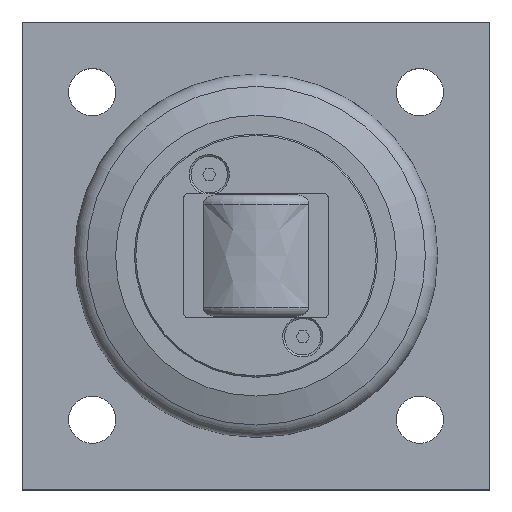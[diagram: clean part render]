
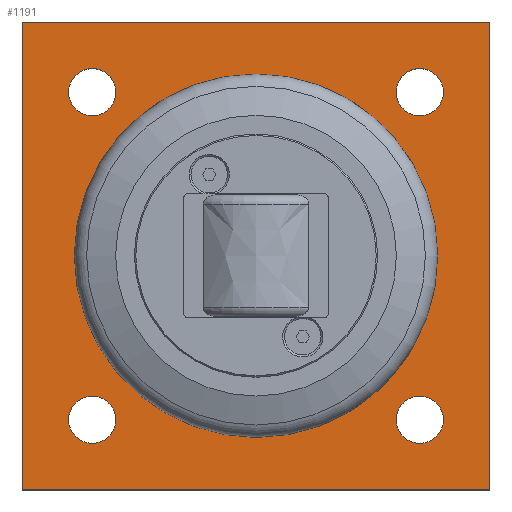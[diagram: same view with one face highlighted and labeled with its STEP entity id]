
A CAD part, top view. The second image highlights one B-rep face of the part: STEP entity #1191.
In plain terms, the highlighted planar face has unit normal (0, 0, 1).
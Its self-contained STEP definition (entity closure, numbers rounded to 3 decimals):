
#57=FACE_BOUND('',#254,.T.);
#58=FACE_BOUND('',#255,.T.);
#59=FACE_BOUND('',#256,.T.);
#60=FACE_BOUND('',#257,.T.);
#61=FACE_BOUND('',#258,.T.);
#108=CIRCLE('',#1314,26.5);
#109=CIRCLE('',#1315,5.053);
#110=CIRCLE('',#1316,5.053);
#111=CIRCLE('',#1317,5.053);
#112=CIRCLE('',#1318,5.053);
#113=CIRCLE('',#1319,5.053);
#114=CIRCLE('',#1320,5.053);
#115=CIRCLE('',#1321,5.053);
#116=CIRCLE('',#1322,5.053);
#184=FACE_OUTER_BOUND('',#253,.T.);
#253=EDGE_LOOP('',(#996,#997,#998,#999));
#254=EDGE_LOOP('',(#1000));
#255=EDGE_LOOP('',(#1001,#1002));
#256=EDGE_LOOP('',(#1003,#1004));
#257=EDGE_LOOP('',(#1005,#1006));
#258=EDGE_LOOP('',(#1007,#1008));
#360=LINE('',#2043,#453);
#361=LINE('',#2045,#454);
#362=LINE('',#2047,#455);
#363=LINE('',#2048,#456);
#453=VECTOR('',#1603,10.);
#454=VECTOR('',#1604,10.);
#455=VECTOR('',#1605,10.);
#456=VECTOR('',#1606,10.);
#555=VERTEX_POINT('',#2041);
#556=VERTEX_POINT('',#2042);
#557=VERTEX_POINT('',#2044);
#558=VERTEX_POINT('',#2046);
#559=VERTEX_POINT('',#2049);
#560=VERTEX_POINT('',#2051);
#561=VERTEX_POINT('',#2052);
#562=VERTEX_POINT('',#2055);
#563=VERTEX_POINT('',#2056);
#564=VERTEX_POINT('',#2059);
#565=VERTEX_POINT('',#2060);
#566=VERTEX_POINT('',#2063);
#567=VERTEX_POINT('',#2064);
#712=EDGE_CURVE('',#555,#556,#360,.T.);
#713=EDGE_CURVE('',#557,#555,#361,.T.);
#714=EDGE_CURVE('',#558,#557,#362,.T.);
#715=EDGE_CURVE('',#556,#558,#363,.T.);
#716=EDGE_CURVE('',#559,#559,#108,.T.);
#717=EDGE_CURVE('',#560,#561,#109,.T.);
#718=EDGE_CURVE('',#561,#560,#110,.T.);
#719=EDGE_CURVE('',#562,#563,#111,.T.);
#720=EDGE_CURVE('',#563,#562,#112,.T.);
#721=EDGE_CURVE('',#564,#565,#113,.T.);
#722=EDGE_CURVE('',#565,#564,#114,.T.);
#723=EDGE_CURVE('',#566,#567,#115,.T.);
#724=EDGE_CURVE('',#567,#566,#116,.T.);
#996=ORIENTED_EDGE('',*,*,#712,.F.);
#997=ORIENTED_EDGE('',*,*,#713,.F.);
#998=ORIENTED_EDGE('',*,*,#714,.F.);
#999=ORIENTED_EDGE('',*,*,#715,.F.);
#1000=ORIENTED_EDGE('',*,*,#716,.T.);
#1001=ORIENTED_EDGE('',*,*,#717,.T.);
#1002=ORIENTED_EDGE('',*,*,#718,.T.);
#1003=ORIENTED_EDGE('',*,*,#719,.T.);
#1004=ORIENTED_EDGE('',*,*,#720,.T.);
#1005=ORIENTED_EDGE('',*,*,#721,.T.);
#1006=ORIENTED_EDGE('',*,*,#722,.T.);
#1007=ORIENTED_EDGE('',*,*,#723,.T.);
#1008=ORIENTED_EDGE('',*,*,#724,.T.);
#1138=PLANE('',#1313);
#1191=ADVANCED_FACE('',(#184,#57,#58,#59,#60,#61),#1138,.T.);
#1313=AXIS2_PLACEMENT_3D('',#2040,#1601,#1602);
#1314=AXIS2_PLACEMENT_3D('',#2050,#1607,#1608);
#1315=AXIS2_PLACEMENT_3D('',#2053,#1609,#1610);
#1316=AXIS2_PLACEMENT_3D('',#2054,#1611,#1612);
#1317=AXIS2_PLACEMENT_3D('',#2057,#1613,#1614);
#1318=AXIS2_PLACEMENT_3D('',#2058,#1615,#1616);
#1319=AXIS2_PLACEMENT_3D('',#2061,#1617,#1618);
#1320=AXIS2_PLACEMENT_3D('',#2062,#1619,#1620);
#1321=AXIS2_PLACEMENT_3D('',#2065,#1621,#1622);
#1322=AXIS2_PLACEMENT_3D('',#2066,#1623,#1624);
#1601=DIRECTION('center_axis',(0.,0.,1.));
#1602=DIRECTION('ref_axis',(1.,0.,0.));
#1603=DIRECTION('',(0.,1.,0.));
#1604=DIRECTION('',(-1.,0.,0.));
#1605=DIRECTION('',(0.,-1.,0.));
#1606=DIRECTION('',(1.,0.,0.));
#1607=DIRECTION('center_axis',(0.,0.,-1.));
#1608=DIRECTION('ref_axis',(0.,-1.,0.));
#1609=DIRECTION('center_axis',(0.,0.,-1.));
#1610=DIRECTION('ref_axis',(1.,0.,0.));
#1611=DIRECTION('center_axis',(0.,0.,-1.));
#1612=DIRECTION('ref_axis',(1.,0.,0.));
#1613=DIRECTION('center_axis',(0.,0.,-1.));
#1614=DIRECTION('ref_axis',(1.,0.,0.));
#1615=DIRECTION('center_axis',(0.,0.,-1.));
#1616=DIRECTION('ref_axis',(1.,0.,0.));
#1617=DIRECTION('center_axis',(0.,0.,-1.));
#1618=DIRECTION('ref_axis',(1.,0.,0.));
#1619=DIRECTION('center_axis',(0.,0.,-1.));
#1620=DIRECTION('ref_axis',(1.,0.,0.));
#1621=DIRECTION('center_axis',(0.,0.,-1.));
#1622=DIRECTION('ref_axis',(1.,0.,0.));
#1623=DIRECTION('center_axis',(0.,0.,-1.));
#1624=DIRECTION('ref_axis',(1.,0.,0.));
#2040=CARTESIAN_POINT('Origin',(50.,50.,15.));
#2041=CARTESIAN_POINT('',(0.,0.,15.));
#2042=CARTESIAN_POINT('',(0.,100.,15.));
#2043=CARTESIAN_POINT('',(0.,100.,15.));
#2044=CARTESIAN_POINT('',(100.,0.,15.));
#2045=CARTESIAN_POINT('',(0.,0.,15.));
#2046=CARTESIAN_POINT('',(100.,100.,15.));
#2047=CARTESIAN_POINT('',(100.,0.,15.));
#2048=CARTESIAN_POINT('',(100.,100.,15.));
#2049=CARTESIAN_POINT('',(50.,76.5,15.));
#2050=CARTESIAN_POINT('Origin',(50.,50.,15.));
#2051=CARTESIAN_POINT('',(20.053,15.,15.));
#2052=CARTESIAN_POINT('',(9.947,15.,15.));
#2053=CARTESIAN_POINT('Origin',(15.,15.,15.));
#2054=CARTESIAN_POINT('Origin',(15.,15.,15.));
#2055=CARTESIAN_POINT('',(90.053,15.,15.));
#2056=CARTESIAN_POINT('',(79.947,15.,15.));
#2057=CARTESIAN_POINT('Origin',(85.,15.,15.));
#2058=CARTESIAN_POINT('Origin',(85.,15.,15.));
#2059=CARTESIAN_POINT('',(90.053,85.,15.));
#2060=CARTESIAN_POINT('',(79.947,85.,15.));
#2061=CARTESIAN_POINT('Origin',(85.,85.,15.));
#2062=CARTESIAN_POINT('Origin',(85.,85.,15.));
#2063=CARTESIAN_POINT('',(20.053,85.,15.));
#2064=CARTESIAN_POINT('',(9.947,85.,15.));
#2065=CARTESIAN_POINT('Origin',(15.,85.,15.));
#2066=CARTESIAN_POINT('Origin',(15.,85.,15.));
